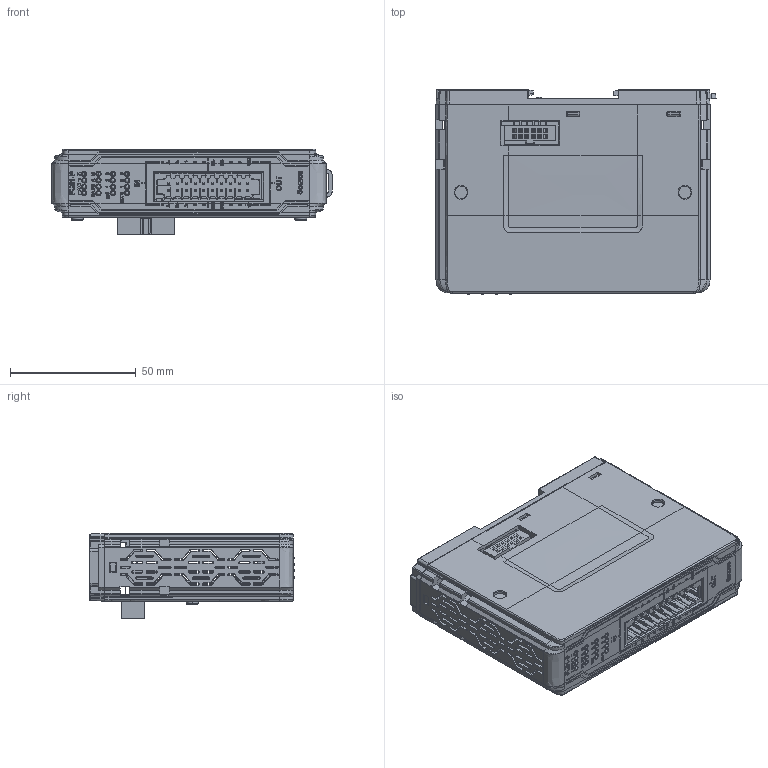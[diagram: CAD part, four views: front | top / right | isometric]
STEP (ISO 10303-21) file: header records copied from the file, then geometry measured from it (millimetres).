
FILE_DESCRIPTION (( 'STEP AP203' ), '1' );
FILE_NAME ('iR-PU01-P.STEP', '2019-09-26T01:58:55', ( 'Annayang' ), ( '' ), 'SwSTEP 2.0', 'SolidWorks 2011', '' );
FILE_SCHEMA (( 'CONFIG_CONTROL_DESIGN' ));
Products named in the file (1): iR-PU01-P
Bounding box: 111.4 x 81.42 x 33.96 mm (x, y, z)
Surface area: 58757.1 mm2 (no closed solid volume)
Topology: 0 solids, 68 shells, 2354 faces, 9116 edges, 6727 vertices
Faces by surface type: plane 1544, cone 434, cylinder 230, bspline 112, torus 34
Entity records: 106778 total; most frequent: CARTESIAN_POINT 34835, ORIENTED_EDGE 14737, DIRECTION 13040, EDGE_CURVE 9102, VERTEX_POINT 6727, VECTOR 6454, LINE 6454, AXIS2_PLACEMENT_3D 3293
